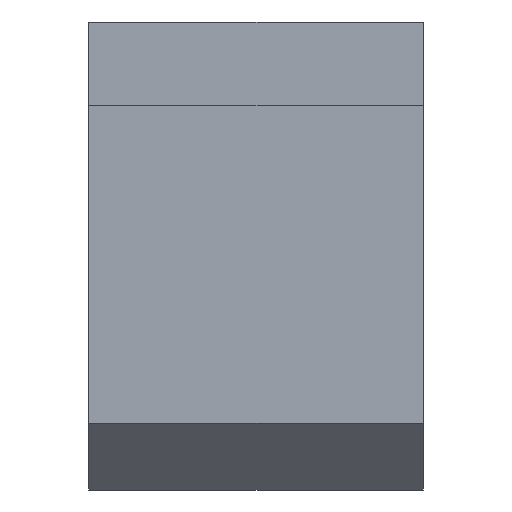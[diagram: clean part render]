
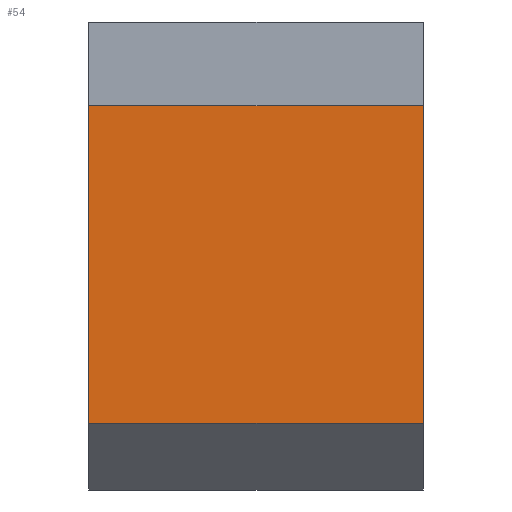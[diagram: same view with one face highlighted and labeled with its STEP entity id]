
A CAD part, front view. The second image highlights one B-rep face of the part: STEP entity #54.
In plain terms, the highlighted planar face has unit normal (0, -1, 0).
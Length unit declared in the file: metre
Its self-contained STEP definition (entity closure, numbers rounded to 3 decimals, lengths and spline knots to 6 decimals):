
#54 = ADVANCED_FACE( '', ( #116 ), #117, .F. );
#116 = FACE_OUTER_BOUND( '', #183, .T. );
#117 = PLANE( '', #184 );
#183 = EDGE_LOOP( '', ( #271, #272, #273, #274 ) );
#184 = AXIS2_PLACEMENT_3D( '', #275, #276, #277 );
#271 = ORIENTED_EDGE( '', *, *, #415, .T. );
#272 = ORIENTED_EDGE( '', *, *, #416, .F. );
#273 = ORIENTED_EDGE( '', *, *, #417, .F. );
#274 = ORIENTED_EDGE( '', *, *, #400, .T. );
#275 = CARTESIAN_POINT( '', ( -0.02, -0.015, -0.006 ) );
#276 = DIRECTION( '', ( 0., 1., 0. ) );
#277 = DIRECTION( '', ( 0., 0., 1. ) );
#400 = EDGE_CURVE( '', #476, #474, #477, .T. );
#415 = EDGE_CURVE( '', #474, #500, #501, .T. );
#416 = EDGE_CURVE( '', #502, #500, #503, .T. );
#417 = EDGE_CURVE( '', #476, #502, #504, .T. );
#474 = VERTEX_POINT( '', #578 );
#476 = VERTEX_POINT( '', #581 );
#477 = LINE( '', #582, #583 );
#500 = VERTEX_POINT( '', #615 );
#501 = LINE( '', #616, #617 );
#502 = VERTEX_POINT( '', #618 );
#503 = LINE( '', #619, #620 );
#504 = LINE( '', #621, #622 );
#578 = CARTESIAN_POINT( '', ( 0., -0.015, -0.006 ) );
#581 = CARTESIAN_POINT( '', ( -0.02, -0.015, -0.006 ) );
#582 = CARTESIAN_POINT( '', ( -0.02, -0.015, -0.006 ) );
#583 = VECTOR( '', #697, 1. );
#615 = CARTESIAN_POINT( '', ( 0., -0.015, 0.013 ) );
#616 = CARTESIAN_POINT( '', ( 0., -0.015, -0.006 ) );
#617 = VECTOR( '', #710, 1. );
#618 = CARTESIAN_POINT( '', ( -0.02, -0.015, 0.013 ) );
#619 = CARTESIAN_POINT( '', ( -0.02, -0.015, 0.013 ) );
#620 = VECTOR( '', #711, 1. );
#621 = CARTESIAN_POINT( '', ( -0.02, -0.015, -0.006 ) );
#622 = VECTOR( '', #712, 1. );
#697 = DIRECTION( '', ( 1., 0., 0. ) );
#710 = DIRECTION( '', ( 0., 0., 1. ) );
#711 = DIRECTION( '', ( 1., 0., 0. ) );
#712 = DIRECTION( '', ( 0., 0., 1. ) );
